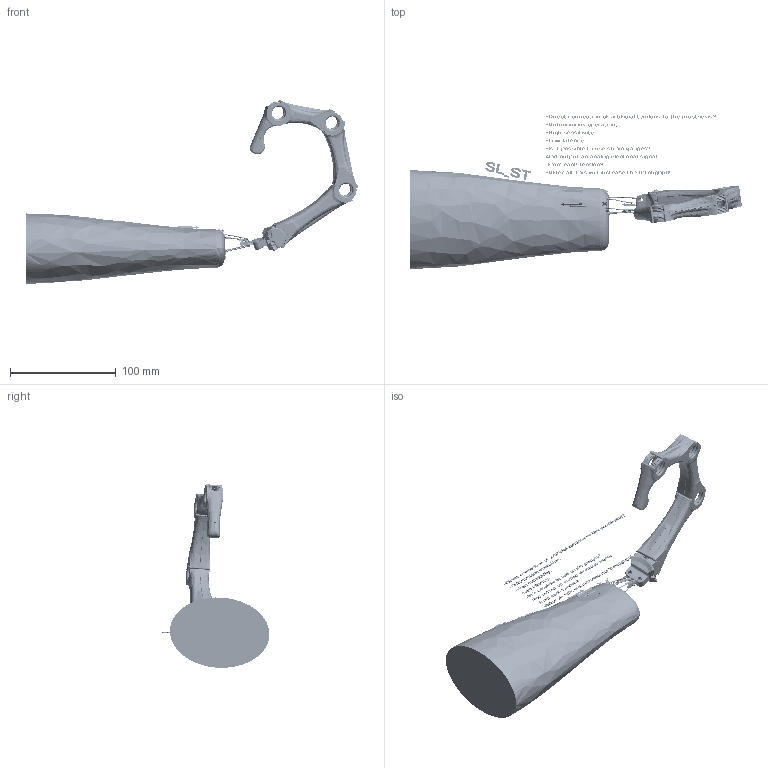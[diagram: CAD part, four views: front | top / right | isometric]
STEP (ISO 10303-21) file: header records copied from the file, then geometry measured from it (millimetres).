
FILE_DESCRIPTION(('FreeCAD Model'),'2;1');
FILE_NAME('Open CASCADE Shape Model','2025-04-29T13:39:01',('FreeCAD'),( 'FreeCAD'),'Open CASCADE STEP processor 7.6','FreeCAD','Unknown');
FILE_SCHEMA(('AUTOMOTIVE_DESIGN { 1 0 10303 214 1 1 1 1 }'));
Products named in the file (1): Open CASCADE STEP translator 7.6 1
Bounding box: 313.27 x 146.06 x 173.35 mm (x, y, z)
Volume: 693676.7 mm3; surface area: 122807 mm2
Topology: 378 solids, 380 shells, 8487 faces, 21967 edges, 13964 vertices
Faces by surface type: bspline 8487
Entity records: 452898 total; most frequent: CARTESIAN_POINT 322824, ORIENTED_EDGE 43794, EDGE_CURVE 21897, B_SPLINE_CURVE_WITH_KNOTS 17946, VERTEX_POINT 13964, FACE_BOUND 8883, EDGE_LOOP 8883, ADVANCED_FACE 8487
